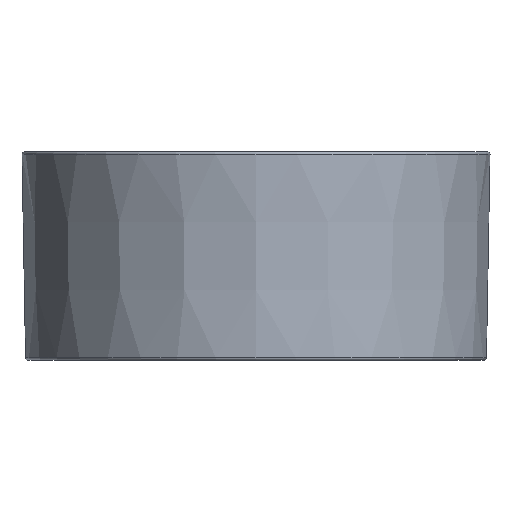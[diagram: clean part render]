
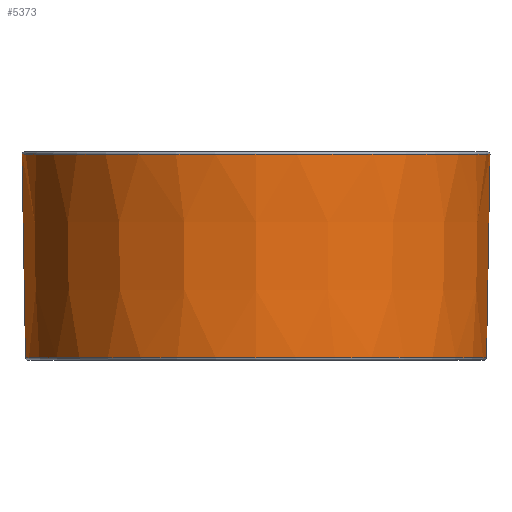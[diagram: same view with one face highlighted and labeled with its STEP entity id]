
A CAD part, front view. The second image highlights one B-rep face of the part: STEP entity #5373.
In plain terms, the highlighted conical face has half-angle 1 degrees and reference radius 28.575 mm.
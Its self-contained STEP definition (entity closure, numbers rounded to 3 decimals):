
#62 = DIRECTION ( 'NONE',  ( 1., 0., 0. ) ) ;
#71 = DIRECTION ( 'NONE',  ( 0., 0., -1. ) ) ;
#96 = CARTESIAN_POINT ( 'NONE',  ( 0., 0., 25.142 ) ) ;
#522 = CARTESIAN_POINT ( 'NONE',  ( 28.57, 0., 25.142 ) ) ;
#567 = CARTESIAN_POINT ( 'NONE',  ( 28.136, 0., 0.25 ) ) ;
#729 = VERTEX_POINT ( 'NONE', #5353 ) ;
#747 = ORIENTED_EDGE ( 'NONE', *, *, #3054, .T. ) ;
#960 = LINE ( 'NONE', #6645, #1240 ) ;
#1240 = VECTOR ( 'NONE', #6607, 1000. ) ;
#1245 = CARTESIAN_POINT ( 'NONE',  ( 0., 0., 0.25 ) ) ;
#1529 = CARTESIAN_POINT ( 'NONE',  ( -28.575, 0., 25.4 ) ) ;
#1663 = DIRECTION ( 'NONE',  ( -0.017, 0., 1. ) ) ;
#1699 = VERTEX_POINT ( 'NONE', #567 ) ;
#1939 = CONICAL_SURFACE ( 'NONE', #4179, 28.575, 0.017 ) ;
#2022 = FACE_OUTER_BOUND ( 'NONE', #3973, .T. ) ;
#2337 = ORIENTED_EDGE ( 'NONE', *, *, #6798, .F. ) ;
#2388 = AXIS2_PLACEMENT_3D ( 'NONE', #96, #71, #62 ) ;
#2531 = ORIENTED_EDGE ( 'NONE', *, *, #8313, .T. ) ;
#3054 = EDGE_CURVE ( 'NONE', #729, #1699, #8169, .T. ) ;
#3428 = DIRECTION ( 'NONE',  ( 0., 0., 1. ) ) ;
#3973 = EDGE_LOOP ( 'NONE', ( #2337, #747, #6373, #2531 ) ) ;
#4179 = AXIS2_PLACEMENT_3D ( 'NONE', #5695, #3428, #5386 ) ;
#4793 = CARTESIAN_POINT ( 'NONE',  ( -28.57, 0., 25.142 ) ) ;
#5353 = CARTESIAN_POINT ( 'NONE',  ( -28.136, 0., 0.25 ) ) ;
#5373 = ADVANCED_FACE ( 'NONE', ( #2022 ), #1939, .T. ) ;
#5386 = DIRECTION ( 'NONE',  ( 1., 0., 0. ) ) ;
#5646 = EDGE_CURVE ( 'NONE', #1699, #8295, #960, .T. ) ;
#5695 = CARTESIAN_POINT ( 'NONE',  ( 0., 0., 25.4 ) ) ;
#5720 = AXIS2_PLACEMENT_3D ( 'NONE', #1245, #6151, #6027 ) ;
#5754 = VECTOR ( 'NONE', #1663, 1000. ) ;
#6027 = DIRECTION ( 'NONE',  ( -1., 0., 0. ) ) ;
#6086 = CIRCLE ( 'NONE', #2388, 28.57 ) ;
#6151 = DIRECTION ( 'NONE',  ( 0., 0., 1. ) ) ;
#6373 = ORIENTED_EDGE ( 'NONE', *, *, #5646, .T. ) ;
#6607 = DIRECTION ( 'NONE',  ( 0.017, 0., 1. ) ) ;
#6645 = CARTESIAN_POINT ( 'NONE',  ( 28.575, 0., 25.4 ) ) ;
#6798 = EDGE_CURVE ( 'NONE', #729, #7172, #7842, .T. ) ;
#7172 = VERTEX_POINT ( 'NONE', #4793 ) ;
#7842 = LINE ( 'NONE', #1529, #5754 ) ;
#8169 = CIRCLE ( 'NONE', #5720, 28.136 ) ;
#8295 = VERTEX_POINT ( 'NONE', #522 ) ;
#8313 = EDGE_CURVE ( 'NONE', #8295, #7172, #6086, .T. ) ;
